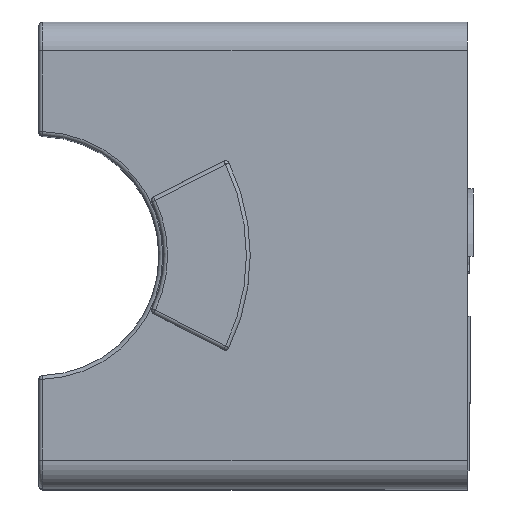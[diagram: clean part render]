
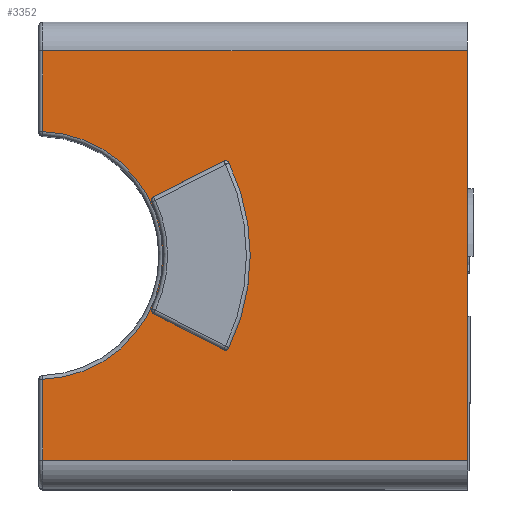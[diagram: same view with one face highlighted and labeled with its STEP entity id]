
A CAD part, top view. The second image highlights one B-rep face of the part: STEP entity #3352.
In plain terms, the highlighted planar face has unit normal (0, 0, 1).
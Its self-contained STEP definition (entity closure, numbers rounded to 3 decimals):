
#846=CARTESIAN_POINT('',(0.,0.,16.6));
#847=DIRECTION('',(0.,0.,-1.));
#848=DIRECTION('',(0.031,1.,0.));
#849=AXIS2_PLACEMENT_3D('',#846,#847,#848);
#856=DIRECTION('',(1.,0.,0.));
#857=VECTOR('',#856,22.1);
#858=CARTESIAN_POINT('',(0.2,-10.65,16.6));
#859=LINE('',#858,#857);
#860=DIRECTION('',(0.,-1.,0.));
#861=VECTOR('',#860,4.203);
#862=CARTESIAN_POINT('',(0.2,-6.447,16.6));
#863=LINE('',#862,#861);
#864=DIRECTION('',(0.,-1.,0.));
#865=VECTOR('',#864,4.203);
#866=CARTESIAN_POINT('',(0.2,10.65,16.6));
#867=LINE('',#866,#865);
#868=DIRECTION('',(-1.,0.,0.));
#869=VECTOR('',#868,22.1);
#870=CARTESIAN_POINT('',(22.3,10.65,16.6));
#871=LINE('',#870,#869);
#872=DIRECTION('',(0.,1.,0.));
#873=VECTOR('',#872,21.3);
#874=CARTESIAN_POINT('',(22.3,-10.65,16.6));
#875=LINE('',#874,#873);
#876=DIRECTION('',(-0.891,-0.454,0.));
#877=VECTOR('',#876,0.823);
#878=CARTESIAN_POINT('',(6.7,3.414,16.6));
#879=LINE('',#878,#877);
#880=CARTESIAN_POINT('',(0.,0.,16.6));
#881=DIRECTION('',(0.,0.,1.));
#882=DIRECTION('',(0.904,-0.427,0.));
#883=AXIS2_PLACEMENT_3D('',#880,#881,#882);
#885=DIRECTION('',(0.891,-0.454,0.));
#886=VECTOR('',#885,0.823);
#887=CARTESIAN_POINT('',(5.967,-3.04,16.6));
#888=LINE('',#887,#886);
#889=DIRECTION('',(0.,-1.,0.));
#890=VECTOR('',#889,6.828);
#891=CARTESIAN_POINT('',(6.7,3.414,16.6));
#892=LINE('',#891,#890);
#893=CARTESIAN_POINT('',(0.,0.,16.6));
#894=DIRECTION('',(0.,0.,1.));
#895=DIRECTION('',(0.899,-0.437,0.));
#896=AXIS2_PLACEMENT_3D('',#893,#894,#895);
#898=DIRECTION('',(-0.891,-0.454,0.));
#899=VECTOR('',#898,0.922);
#900=CARTESIAN_POINT('',(9.621,4.902,16.6));
#901=LINE('',#900,#899);
#902=DIRECTION('',(0.891,-0.454,0.));
#903=VECTOR('',#902,0.922);
#904=CARTESIAN_POINT('',(8.8,-4.484,16.6));
#905=LINE('',#904,#903);
#1547=CARTESIAN_POINT('',(9.712,4.724,16.6));
#1548=DIRECTION('',(0.,0.,-1.));
#1549=DIRECTION('',(-0.454,0.891,0.));
#1550=AXIS2_PLACEMENT_3D('',#1547,#1548,#1549);
#1552=CARTESIAN_POINT('',(9.712,-4.724,16.6));
#1553=DIRECTION('',(0.,0.,-1.));
#1554=DIRECTION('',(0.899,-0.437,0.));
#1555=AXIS2_PLACEMENT_3D('',#1552,#1553,#1554);
#1581=DIRECTION('',(0.,-1.,0.));
#1582=VECTOR('',#1581,8.968);
#1583=CARTESIAN_POINT('',(8.8,4.484,16.6));
#1584=LINE('',#1583,#1582);
#1593=CARTESIAN_POINT('',(6.058,-2.862,16.6));
#1594=DIRECTION('',(0.,0.,-1.));
#1595=DIRECTION('',(-0.454,-0.891,0.));
#1596=AXIS2_PLACEMENT_3D('',#1593,#1594,#1595);
#1611=CARTESIAN_POINT('',(6.058,2.862,16.6));
#1612=DIRECTION('',(0.,0.,-1.));
#1613=DIRECTION('',(-0.904,-0.427,0.));
#1614=AXIS2_PLACEMENT_3D('',#1611,#1612,#1613);
#1900=CARTESIAN_POINT('',(8.8,-4.484,16.6));
#1902=VERTEX_POINT('',#1900);
#1906=CARTESIAN_POINT('',(6.7,-3.414,16.6));
#1907=VERTEX_POINT('',#1906);
#1908=CARTESIAN_POINT('',(8.8,4.484,16.6));
#1910=VERTEX_POINT('',#1908);
#1914=CARTESIAN_POINT('',(6.7,3.414,16.6));
#1915=VERTEX_POINT('',#1914);
#2260=CARTESIAN_POINT('',(22.3,-10.65,16.6));
#2262=VERTEX_POINT('',#2260);
#2266=CARTESIAN_POINT('',(0.2,-10.65,16.6));
#2267=VERTEX_POINT('',#2266);
#2272=CARTESIAN_POINT('',(22.3,10.65,16.6));
#2273=VERTEX_POINT('',#2272);
#2274=CARTESIAN_POINT('',(0.2,10.65,16.6));
#2275=VERTEX_POINT('',#2274);
#2296=CARTESIAN_POINT('',(0.2,6.447,16.6));
#2297=VERTEX_POINT('',#2296);
#2308=CARTESIAN_POINT('',(0.2,-6.447,16.6));
#2309=VERTEX_POINT('',#2308);
#2333=CARTESIAN_POINT('',(9.892,4.812,16.6));
#2335=VERTEX_POINT('',#2333);
#2336=CARTESIAN_POINT('',(9.621,4.902,16.6));
#2337=VERTEX_POINT('',#2336);
#2343=CARTESIAN_POINT('',(9.621,-4.902,16.6));
#2345=VERTEX_POINT('',#2343);
#2346=CARTESIAN_POINT('',(9.892,-4.812,16.6));
#2347=VERTEX_POINT('',#2346);
#2353=CARTESIAN_POINT('',(5.877,-2.777,16.6));
#2355=VERTEX_POINT('',#2353);
#2356=CARTESIAN_POINT('',(5.967,-3.04,16.6));
#2357=VERTEX_POINT('',#2356);
#2360=CARTESIAN_POINT('',(5.967,3.04,16.6));
#2361=VERTEX_POINT('',#2360);
#2362=CARTESIAN_POINT('',(5.877,2.777,16.6));
#2363=VERTEX_POINT('',#2362);
#3306=CARTESIAN_POINT('',(0.,0.,16.6));
#3307=DIRECTION('',(0.,0.,1.));
#3308=DIRECTION('',(1.,0.,0.));
#3309=AXIS2_PLACEMENT_3D('',#3306,#3307,#3308);
#3310=PLANE('',#3309);
#3312=ORIENTED_EDGE('',*,*,#3311,.F.);
#3314=ORIENTED_EDGE('',*,*,#3313,.F.);
#3315=ORIENTED_EDGE('',*,*,#3297,.F.);
#3317=ORIENTED_EDGE('',*,*,#3316,.F.);
#3319=ORIENTED_EDGE('',*,*,#3318,.F.);
#3321=ORIENTED_EDGE('',*,*,#3320,.F.);
#3322=EDGE_LOOP('',(#3312,#3314,#3315,#3317,#3319,#3321));
#3323=FACE_OUTER_BOUND('',#3322,.F.);
#3325=ORIENTED_EDGE('',*,*,#3324,.T.);
#3327=ORIENTED_EDGE('',*,*,#3326,.F.);
#3329=ORIENTED_EDGE('',*,*,#3328,.F.);
#3331=ORIENTED_EDGE('',*,*,#3330,.F.);
#3333=ORIENTED_EDGE('',*,*,#3332,.T.);
#3335=ORIENTED_EDGE('',*,*,#3334,.F.);
#3336=EDGE_LOOP('',(#3325,#3327,#3329,#3331,#3333,#3335));
#3337=FACE_BOUND('',#3336,.F.);
#3339=ORIENTED_EDGE('',*,*,#3338,.T.);
#3341=ORIENTED_EDGE('',*,*,#3340,.F.);
#3343=ORIENTED_EDGE('',*,*,#3342,.T.);
#3345=ORIENTED_EDGE('',*,*,#3344,.T.);
#3347=ORIENTED_EDGE('',*,*,#3346,.T.);
#3349=ORIENTED_EDGE('',*,*,#3348,.F.);
#3350=EDGE_LOOP('',(#3339,#3341,#3343,#3345,#3347,#3349));
#3351=FACE_BOUND('',#3350,.F.);
#850=CIRCLE('',#849,6.45);
#884=CIRCLE('',#883,6.5);
#897=CIRCLE('',#896,11.);
#1551=CIRCLE('',#1550,0.2);
#1556=CIRCLE('',#1555,0.2);
#1597=CIRCLE('',#1596,0.2);
#1615=CIRCLE('',#1614,0.2);
#3297=EDGE_CURVE('',#2297,#2309,#850,.T.);
#3311=EDGE_CURVE('',#2267,#2262,#859,.T.);
#3313=EDGE_CURVE('',#2309,#2267,#863,.T.);
#3316=EDGE_CURVE('',#2275,#2297,#867,.T.);
#3318=EDGE_CURVE('',#2273,#2275,#871,.T.);
#3320=EDGE_CURVE('',#2262,#2273,#875,.T.);
#3324=EDGE_CURVE('',#1915,#2361,#879,.T.);
#3326=EDGE_CURVE('',#2363,#2361,#1615,.T.);
#3328=EDGE_CURVE('',#2355,#2363,#884,.T.);
#3330=EDGE_CURVE('',#2357,#2355,#1597,.T.);
#3332=EDGE_CURVE('',#2357,#1907,#888,.T.);
#3334=EDGE_CURVE('',#1915,#1907,#892,.T.);
#3338=EDGE_CURVE('',#2347,#2335,#897,.T.);
#3340=EDGE_CURVE('',#2337,#2335,#1551,.T.);
#3342=EDGE_CURVE('',#2337,#1910,#901,.T.);
#3344=EDGE_CURVE('',#1910,#1902,#1584,.T.);
#3346=EDGE_CURVE('',#1902,#2345,#905,.T.);
#3348=EDGE_CURVE('',#2347,#2345,#1556,.T.);
#3352=ADVANCED_FACE('',(#3323,#3337,#3351),#3310,.T.);
